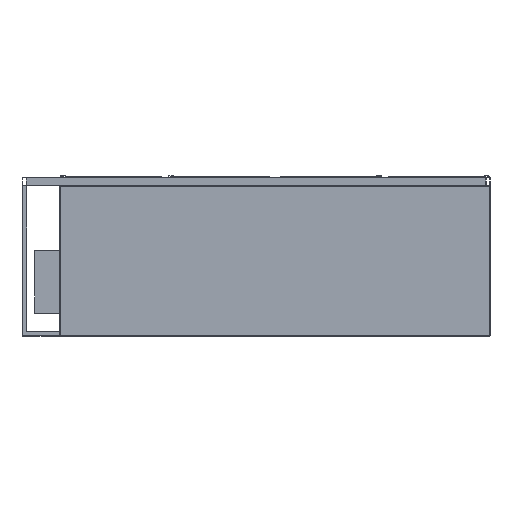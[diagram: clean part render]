
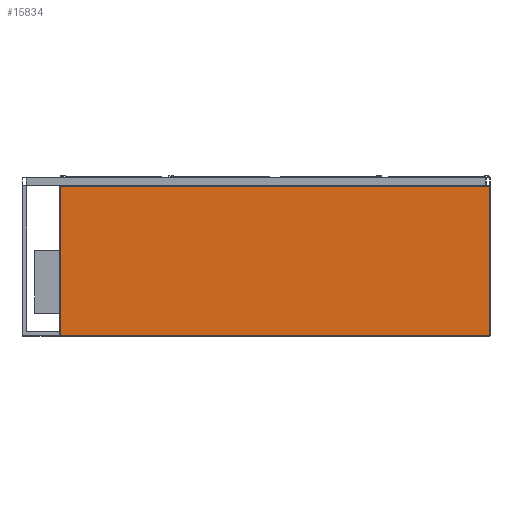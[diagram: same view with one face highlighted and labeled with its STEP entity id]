
A CAD part, front view. The second image highlights one B-rep face of the part: STEP entity #15834.
In plain terms, the highlighted planar face has unit normal (0, -1, 0).
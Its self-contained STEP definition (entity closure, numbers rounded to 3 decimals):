
#1075 = DIRECTION ( 'NONE',  ( 1., 0., 0. ) ) ;
#1791 = DIRECTION ( 'NONE',  ( 0., 0., 1. ) ) ;
#2372 = CARTESIAN_POINT ( 'NONE',  ( 1028., -280., -42. ) ) ;
#2956 = EDGE_CURVE ( 'NONE', #5422, #4266, #10203, .T. ) ;
#4266 = VERTEX_POINT ( 'NONE', #16357 ) ;
#4763 = DIRECTION ( 'NONE',  ( 0., -1., 0. ) ) ;
#5422 = VERTEX_POINT ( 'NONE', #13348 ) ;
#5483 = VECTOR ( 'NONE', #1791, 1000. ) ;
#5524 = ORIENTED_EDGE ( 'NONE', *, *, #11082, .T. ) ;
#5830 = VERTEX_POINT ( 'NONE', #2372 ) ;
#6504 = LINE ( 'NONE', #15787, #5483 ) ;
#7554 = EDGE_LOOP ( 'NONE', ( #5524, #8317, #11209, #15522 ) ) ;
#7852 = DIRECTION ( 'NONE',  ( 0., 0., -1. ) ) ;
#7975 = DIRECTION ( 'NONE',  ( -1., 0., 0. ) ) ;
#8317 = ORIENTED_EDGE ( 'NONE', *, *, #12371, .T. ) ;
#9142 = VECTOR ( 'NONE', #7975, 1000. ) ;
#10203 = LINE ( 'NONE', #13257, #14245 ) ;
#11082 = EDGE_CURVE ( 'NONE', #5830, #20071, #18764, .T. ) ;
#11209 = ORIENTED_EDGE ( 'NONE', *, *, #2956, .T. ) ;
#12342 = FACE_OUTER_BOUND ( 'NONE', #7554, .T. ) ;
#12371 = EDGE_CURVE ( 'NONE', #20071, #5422, #13718, .T. ) ;
#13257 = CARTESIAN_POINT ( 'NONE',  ( -1030., -280., -758. ) ) ;
#13348 = CARTESIAN_POINT ( 'NONE',  ( -1028., -280., -758. ) ) ;
#13718 = LINE ( 'NONE', #15639, #16094 ) ;
#14120 = DIRECTION ( 'NONE',  ( 0., 0., -1. ) ) ;
#14245 = VECTOR ( 'NONE', #1075, 1000. ) ;
#15522 = ORIENTED_EDGE ( 'NONE', *, *, #19801, .T. ) ;
#15639 = CARTESIAN_POINT ( 'NONE',  ( -1028., -280., -760. ) ) ;
#15787 = CARTESIAN_POINT ( 'NONE',  ( 1028., -280., -760. ) ) ;
#15834 = ADVANCED_FACE ( 'Fl�che8', ( #12342 ), #17199, .T. ) ;
#16094 = VECTOR ( 'NONE', #14120, 1000. ) ;
#16157 = AXIS2_PLACEMENT_3D ( 'NONE', #18725, #4763, #7852 ) ;
#16357 = CARTESIAN_POINT ( 'NONE',  ( 1028., -280., -758. ) ) ;
#16780 = CARTESIAN_POINT ( 'NONE',  ( -1028., -280., -42. ) ) ;
#17199 = PLANE ( 'NONE',  #16157 ) ;
#17329 = CARTESIAN_POINT ( 'NONE',  ( -1030., -280., -42. ) ) ;
#18725 = CARTESIAN_POINT ( 'NONE',  ( -1030., -280., -760. ) ) ;
#18764 = LINE ( 'NONE', #17329, #9142 ) ;
#19801 = EDGE_CURVE ( 'NONE', #4266, #5830, #6504, .T. ) ;
#20071 = VERTEX_POINT ( 'NONE', #16780 ) ;
